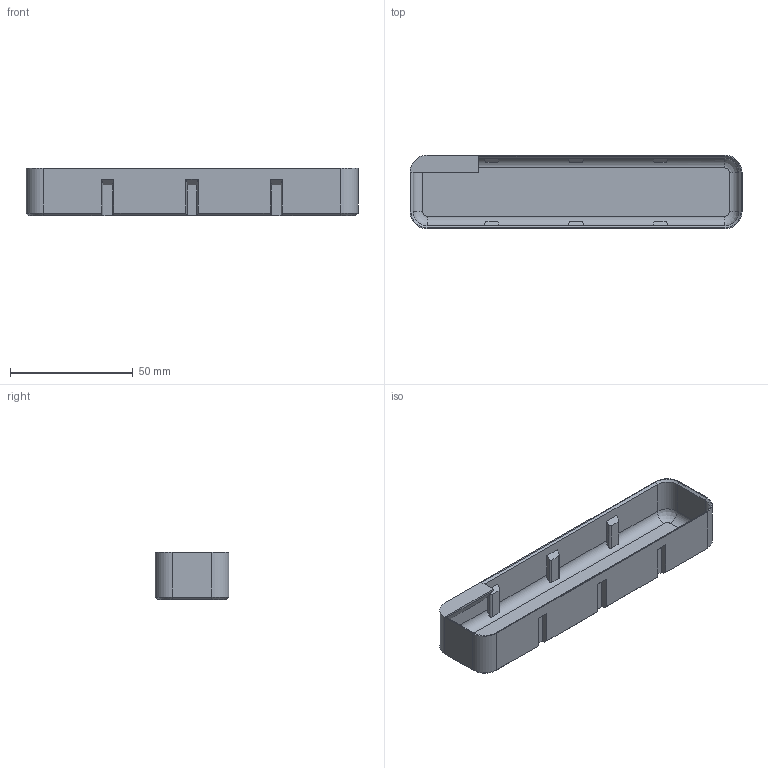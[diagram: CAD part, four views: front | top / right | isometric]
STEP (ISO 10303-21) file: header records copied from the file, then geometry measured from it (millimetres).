
FILE_DESCRIPTION(('Open CASCADE Model'),'2;1');
FILE_NAME('Open CASCADE Shape Model','0000-00-00T00:00:00',('Author'),( 'Open CASCADE'),'Open CASCADE STEP processor 7.7','Open CASCADE 7.7' ,'Unknown');
FILE_SCHEMA(('AUTOMOTIVE_DESIGN { 1 0 10303 214 1 1 1 1 }'));
Length unit declared in the file: millimetre
Products named in the file (1): Someline-15-U4
Bounding box: 135 x 30 x 19.2 mm (x, y, z)
Volume: 12198.9 mm3; surface area: 19559.9 mm2
Topology: 1 solids, 1 shells, 117 faces, 318 edges, 204 vertices
Faces by surface type: plane 82, cylinder 24, cone 7, revolution 4
Entity records: 8536 total; most frequent: CARTESIAN_POINT 2442, DIRECTION 1042, LINE 668, VECTOR 668, ORIENTED_EDGE 636, PCURVE 636, DEFINITIONAL_REPRESENTATION 636, EDGE_CURVE 318
